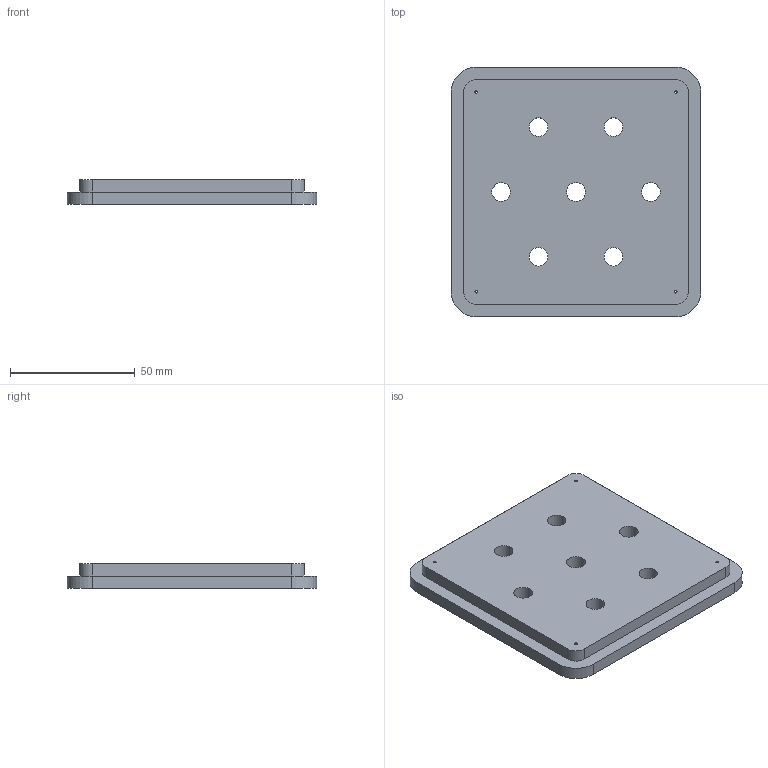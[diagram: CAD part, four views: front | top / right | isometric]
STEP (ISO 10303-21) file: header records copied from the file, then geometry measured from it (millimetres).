
FILE_DESCRIPTION(/* description */ ('STEP AP242','CAx-IF Rec.Pracs.---Representation and Presentation of Product Manufacturing Information (PMI)---4.0---2014-10-13','CAx-IF Rec.Pracs.---3D Tessellated Geometry---0.4---2014-09-14','2;1'),/* implementation_level */ '2;1');
FILE_NAME(/* name */ '68f82249e1e24ae7c4d02123',/* time_stamp */ '2025-10-22T00:16:09Z',/* author */ (''),/* organization */ (''),/* preprocessor_version */ 'ST-DEVELOPER v20',/* originating_system */ 'ONSHAPE BY PTC INC, 1.205',/* authorisation */ ' ');
FILE_SCHEMA (('AP242_MANAGED_MODEL_BASED_3D_ENGINEERING_MIM_LF { 1 0 10303 442 1 1 4 }'));
Length unit declared in the file: metre
Products named in the file (2): Case cover; Part 2
Assembly tree (1 placements, depth 2):
  Case cover
    Part 2
Bounding box: 100 x 100 x 10 mm (x, y, z)
Volume: 86473.3 mm3; surface area: 24900.4 mm2
Topology: 1 solids, 1 shells, 38 faces, 93 edges, 62 vertices
Faces by surface type: cylinder 23, plane 15
Full cylindrical faces by diameter (mm): 1 x4, 5 x4, 7.468 x6, 7.6 x1
Entity records: 1153 total; most frequent: DIRECTION 204, CARTESIAN_POINT 180, ORIENTED_EDGE 156, AXIS2_PLACEMENT_3D 86, EDGE_LOOP 80, FACE_BOUND 80, EDGE_CURVE 78, VERTEX_POINT 62
